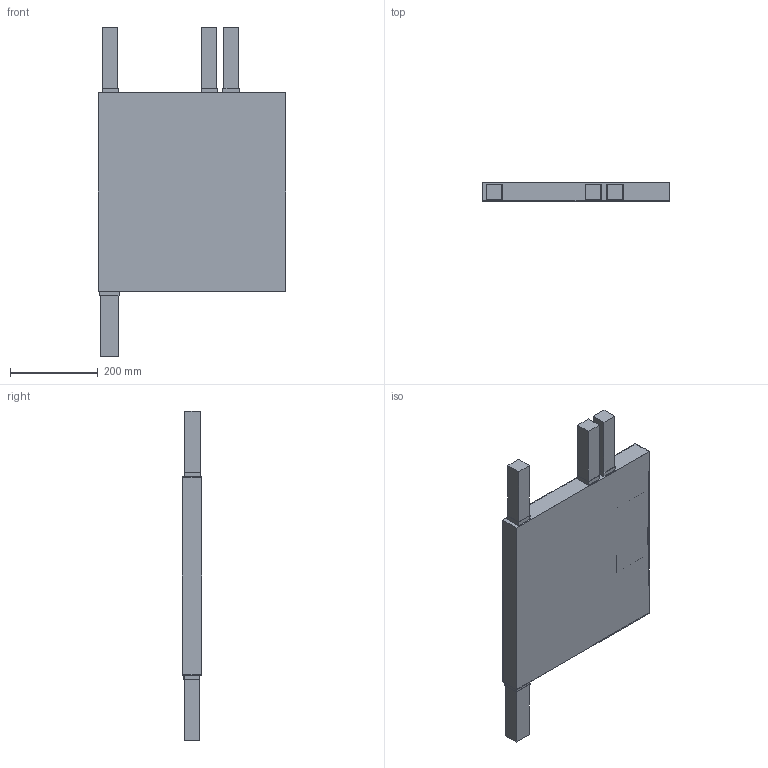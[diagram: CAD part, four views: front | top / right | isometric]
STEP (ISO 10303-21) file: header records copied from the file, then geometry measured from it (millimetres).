
FILE_DESCRIPTION((''),'2;1');
FILE_NAME('ROACH_2_ASSEMBLY_ASM','2012-10-30T',('Admin'),(''),'PRO/ENGINEER BY PARAMETRIC TECHNOLOGY CORPORATION, 2010180','PRO/ENGINEER BY PARAMETRIC TECHNOLOGY CORPORATION, 2010180','');
FILE_SCHEMA(('CONFIG_CONTROL_DESIGN'));
Length unit declared in the file: millimetre
Products named in the file (11): CHASSIS; FAN_CHASSIS; FAN_BLADE; FAN_ASM; POWER_SUPPLY; CP_SUNPOWER_FAN_ASM; CP_FRONT_INLET_1; CP_FRONT_INLET_2; CP_FRONT_INLET_3; CP_BACK_OUTLET_2; ROACH_2_ASSEMBLY_ASM
Assembly tree (12 placements, depth 3):
  ROACH_2_ASSEMBLY_ASM
    CHASSIS
    FAN_ASM  x3
      FAN_CHASSIS
      FAN_BLADE
    POWER_SUPPLY
    CP_SUNPOWER_FAN_ASM
    CP_FRONT_INLET_1
    CP_FRONT_INLET_2
    CP_FRONT_INLET_3
    CP_BACK_OUTLET_2
Bounding box: 428 x 44.45 x 751.5 mm (x, y, z)
Volume: 1615235.2 mm3; surface area: 1196299.5 mm2
Topology: 16 solids, 16 shells, 608 faces, 1854 edges, 1236 vertices
Faces by surface type: plane 582, cylinder 26
Entity records: 20202 total; most frequent: CARTESIAN_POINT 3567, ORIENTED_EDGE 3564, DIRECTION 2996, EDGE_CURVE 1782, VECTOR 1762, LINE 1762, VERTEX_POINT 1188, EDGE_LOOP 790
